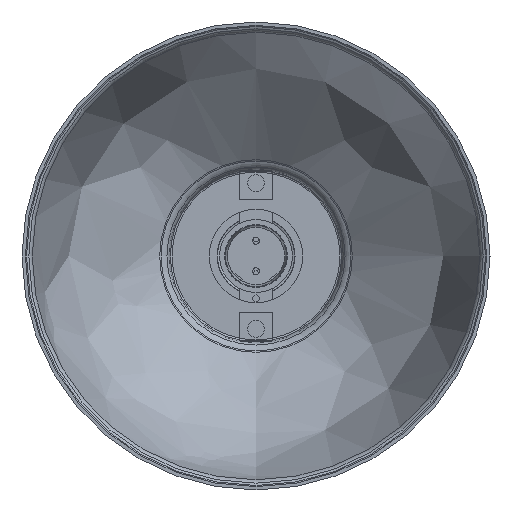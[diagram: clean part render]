
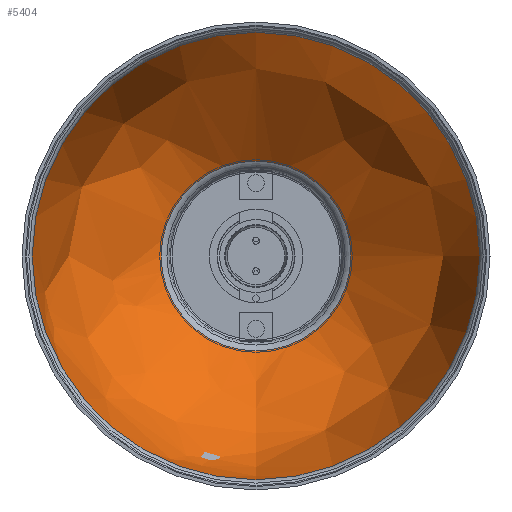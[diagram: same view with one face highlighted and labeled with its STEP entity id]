
A CAD part, front view. The second image highlights one B-rep face of the part: STEP entity #5404.
In plain terms, the highlighted free-form (B-spline) face has degree [2, 2] with [3, 9] control points.
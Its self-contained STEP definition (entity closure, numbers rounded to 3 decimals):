
#179=(
BOUNDED_SURFACE()
B_SPLINE_SURFACE(2,2,((#10574,#10575,#10576,#10577,#10578,#10579,#10580,
#10581,#10582),(#10583,#10584,#10585,#10586,#10587,#10588,#10589,#10590,
#10591),(#10592,#10593,#10594,#10595,#10596,#10597,#10598,#10599,#10600)),
 .UNSPECIFIED.,.F.,.T.,.F.)
B_SPLINE_SURFACE_WITH_KNOTS((3,3),(3,2,2,2,3),(-1.172,-0.023),
(-3.142,-1.571,0.,1.571,3.142),
 .UNSPECIFIED.)
GEOMETRIC_REPRESENTATION_ITEM()
RATIONAL_B_SPLINE_SURFACE(((1.,0.707,1.,0.707,1.,
0.707,1.,0.707,1.),(0.839,0.594,
0.839,0.594,0.839,0.594,
0.839,0.594,0.839),(1.,0.707,
1.,0.707,1.,0.707,1.,0.707,1.)))
REPRESENTATION_ITEM('')
SURFACE()
);
#722=CIRCLE('',#6283,131.967);
#723=CIRCLE('',#6284,131.967);
#725=CIRCLE('',#6286,124.173);
#726=CIRCLE('',#6287,56.008);
#727=CIRCLE('',#6288,56.008);
#1013=FACE_OUTER_BOUND('',#1354,.T.);
#1354=EDGE_LOOP('',(#4920,#4921,#4922,#4923,#4924,#4925));
#2669=VERTEX_POINT('',#10569);
#2670=VERTEX_POINT('',#10570);
#2671=VERTEX_POINT('',#10601);
#2672=VERTEX_POINT('',#10603);
#3430=EDGE_CURVE('',#2669,#2670,#722,.T.);
#3431=EDGE_CURVE('',#2670,#2669,#723,.T.);
#3433=EDGE_CURVE('',#2670,#2671,#725,.T.);
#3434=EDGE_CURVE('',#2672,#2671,#726,.T.);
#3435=EDGE_CURVE('',#2671,#2672,#727,.T.);
#4920=ORIENTED_EDGE('',*,*,#3430,.T.);
#4921=ORIENTED_EDGE('',*,*,#3433,.T.);
#4922=ORIENTED_EDGE('',*,*,#3434,.F.);
#4923=ORIENTED_EDGE('',*,*,#3435,.F.);
#4924=ORIENTED_EDGE('',*,*,#3433,.F.);
#4925=ORIENTED_EDGE('',*,*,#3431,.T.);
#5404=ADVANCED_FACE('',(#1013),#179,.T.);
#6283=AXIS2_PLACEMENT_3D('',#10571,#7834,#7835);
#6284=AXIS2_PLACEMENT_3D('',#10572,#7836,#7837);
#6286=AXIS2_PLACEMENT_3D('',#10602,#7840,#7841);
#6287=AXIS2_PLACEMENT_3D('',#10604,#7842,#7843);
#6288=AXIS2_PLACEMENT_3D('',#10605,#7844,#7845);
#7834=DIRECTION('center_axis',(0.,-1.,0.));
#7835=DIRECTION('ref_axis',(1.,0.,0.));
#7836=DIRECTION('center_axis',(0.,-1.,0.));
#7837=DIRECTION('ref_axis',(1.,0.,0.));
#7840=DIRECTION('center_axis',(-1.,0.,0.));
#7841=DIRECTION('ref_axis',(0.,0.,1.));
#7842=DIRECTION('center_axis',(0.,-1.,0.));
#7843=DIRECTION('ref_axis',(1.,0.,0.));
#7844=DIRECTION('center_axis',(0.,-1.,0.));
#7845=DIRECTION('ref_axis',(1.,0.,0.));
#10569=CARTESIAN_POINT('',(131.967,17.884,0.));
#10570=CARTESIAN_POINT('',(0.,17.884,131.967));
#10571=CARTESIAN_POINT('Origin',(0.,17.884,0.));
#10572=CARTESIAN_POINT('Origin',(0.,17.884,0.));
#10574=CARTESIAN_POINT('Ctrl Pts',(0.,129.445,56.008));
#10575=CARTESIAN_POINT('Ctrl Pts',(-56.008,129.445,56.008));
#10576=CARTESIAN_POINT('Ctrl Pts',(-56.008,129.445,0.));
#10577=CARTESIAN_POINT('Ctrl Pts',(-56.008,129.445,-56.008));
#10578=CARTESIAN_POINT('Ctrl Pts',(0.,129.445,-56.008));
#10579=CARTESIAN_POINT('Ctrl Pts',(56.008,129.445,-56.008));
#10580=CARTESIAN_POINT('Ctrl Pts',(56.008,129.445,0.));
#10581=CARTESIAN_POINT('Ctrl Pts',(56.008,129.445,56.008));
#10582=CARTESIAN_POINT('Ctrl Pts',(0.,129.445,56.008));
#10583=CARTESIAN_POINT('Ctrl Pts',(0.,98.252,130.099));
#10584=CARTESIAN_POINT('Ctrl Pts',(-130.099,98.252,130.099));
#10585=CARTESIAN_POINT('Ctrl Pts',(-130.099,98.252,0.));
#10586=CARTESIAN_POINT('Ctrl Pts',(-130.099,98.252,-130.099));
#10587=CARTESIAN_POINT('Ctrl Pts',(0.,98.252,-130.099));
#10588=CARTESIAN_POINT('Ctrl Pts',(130.099,98.252,-130.099));
#10589=CARTESIAN_POINT('Ctrl Pts',(130.099,98.252,0.));
#10590=CARTESIAN_POINT('Ctrl Pts',(130.099,98.252,130.099));
#10591=CARTESIAN_POINT('Ctrl Pts',(0.,98.252,130.099));
#10592=CARTESIAN_POINT('Ctrl Pts',(0.,17.884,131.967));
#10593=CARTESIAN_POINT('Ctrl Pts',(-131.967,17.884,131.967));
#10594=CARTESIAN_POINT('Ctrl Pts',(-131.967,17.884,0.));
#10595=CARTESIAN_POINT('Ctrl Pts',(-131.967,17.884,-131.967));
#10596=CARTESIAN_POINT('Ctrl Pts',(0.,17.884,-131.967));
#10597=CARTESIAN_POINT('Ctrl Pts',(131.967,17.884,-131.967));
#10598=CARTESIAN_POINT('Ctrl Pts',(131.967,17.884,0.));
#10599=CARTESIAN_POINT('Ctrl Pts',(131.967,17.884,131.967));
#10600=CARTESIAN_POINT('Ctrl Pts',(0.,17.884,131.967));
#10601=CARTESIAN_POINT('',(0.,129.445,56.008));
#10602=CARTESIAN_POINT('Origin',(0.,15.,7.827));
#10603=CARTESIAN_POINT('',(56.008,129.445,0.));
#10604=CARTESIAN_POINT('Origin',(0.,129.445,0.));
#10605=CARTESIAN_POINT('Origin',(0.,129.445,0.));
